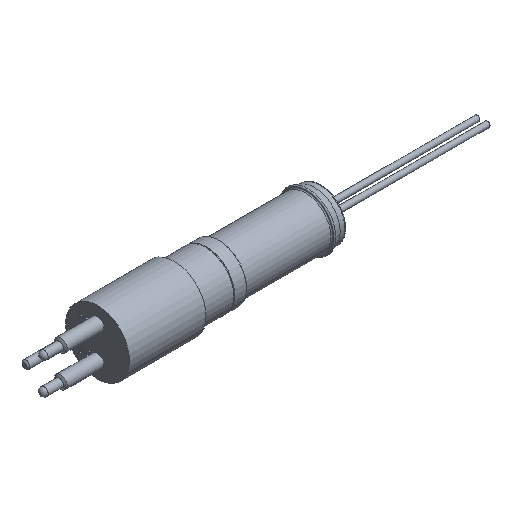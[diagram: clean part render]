
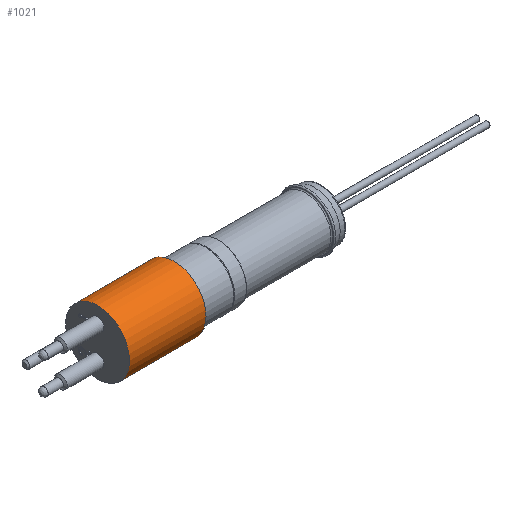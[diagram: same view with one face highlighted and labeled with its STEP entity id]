
A CAD part, isometric view. The second image highlights one B-rep face of the part: STEP entity #1021.
In plain terms, the highlighted cylindrical face has radius 7.938 mm (diameter 15.875 mm), a full revolution.
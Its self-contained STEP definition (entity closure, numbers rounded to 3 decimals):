
#65=LINE('',#1667,#123);
#123=VECTOR('',#1325,7.938);
#178=CYLINDRICAL_SURFACE('',#1132,7.938);
#201=FACE_OUTER_BOUND('',#257,.T.);
#257=EDGE_LOOP('',(#712,#713,#714,#715,#716,#717));
#342=CIRCLE('',#1133,7.938);
#343=CIRCLE('',#1134,7.938);
#344=CIRCLE('',#1135,7.938);
#345=CIRCLE('',#1136,7.938);
#416=VERTEX_POINT('',#1663);
#417=VERTEX_POINT('',#1664);
#418=VERTEX_POINT('',#1666);
#419=VERTEX_POINT('',#1668);
#532=EDGE_CURVE('',#416,#417,#342,.T.);
#533=EDGE_CURVE('',#417,#418,#65,.T.);
#534=EDGE_CURVE('',#419,#418,#343,.T.);
#535=EDGE_CURVE('',#418,#419,#344,.T.);
#536=EDGE_CURVE('',#417,#416,#345,.T.);
#712=ORIENTED_EDGE('',*,*,#532,.T.);
#713=ORIENTED_EDGE('',*,*,#533,.T.);
#714=ORIENTED_EDGE('',*,*,#534,.F.);
#715=ORIENTED_EDGE('',*,*,#535,.F.);
#716=ORIENTED_EDGE('',*,*,#533,.F.);
#717=ORIENTED_EDGE('',*,*,#536,.T.);
#1021=ADVANCED_FACE('',(#201),#178,.T.);
#1132=AXIS2_PLACEMENT_3D('',#1662,#1321,#1322);
#1133=AXIS2_PLACEMENT_3D('',#1665,#1323,#1324);
#1134=AXIS2_PLACEMENT_3D('',#1669,#1326,#1327);
#1135=AXIS2_PLACEMENT_3D('',#1670,#1328,#1329);
#1136=AXIS2_PLACEMENT_3D('',#1671,#1330,#1331);
#1321=DIRECTION('center_axis',(1.,0.,0.));
#1322=DIRECTION('ref_axis',(0.,0.,-1.));
#1323=DIRECTION('center_axis',(-1.,0.,0.));
#1324=DIRECTION('ref_axis',(0.,0.,1.));
#1325=DIRECTION('',(-1.,0.,0.));
#1326=DIRECTION('center_axis',(-1.,0.,0.));
#1327=DIRECTION('ref_axis',(0.,0.,1.));
#1328=DIRECTION('center_axis',(-1.,0.,0.));
#1329=DIRECTION('ref_axis',(0.,0.,1.));
#1330=DIRECTION('center_axis',(-1.,0.,0.));
#1331=DIRECTION('ref_axis',(0.,0.,1.));
#1662=CARTESIAN_POINT('Origin',(-20.65,0.,0.));
#1663=CARTESIAN_POINT('',(-1.6,0.,-7.938));
#1664=CARTESIAN_POINT('',(-1.6,0.,7.938));
#1665=CARTESIAN_POINT('Origin',(-1.6,0.,0.));
#1666=CARTESIAN_POINT('',(-20.65,0.,7.938));
#1667=CARTESIAN_POINT('',(-20.65,0.,7.938));
#1668=CARTESIAN_POINT('',(-20.65,0.,-7.938));
#1669=CARTESIAN_POINT('Origin',(-20.65,0.,0.));
#1670=CARTESIAN_POINT('Origin',(-20.65,0.,0.));
#1671=CARTESIAN_POINT('Origin',(-1.6,0.,0.));
